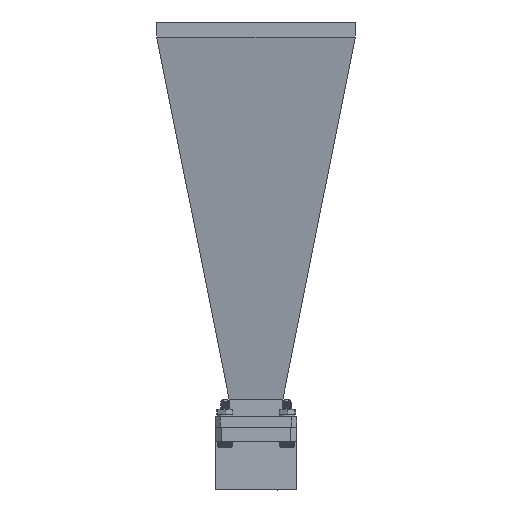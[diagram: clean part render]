
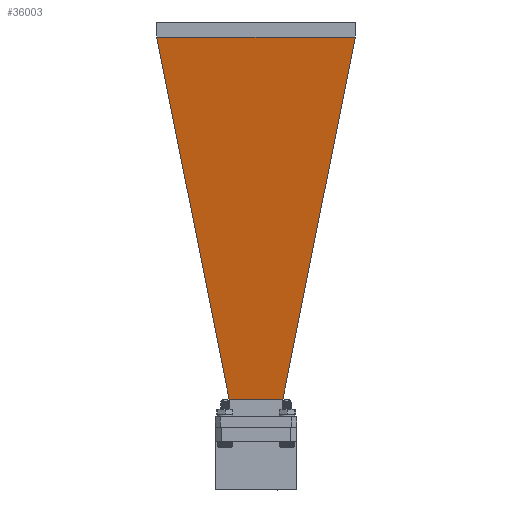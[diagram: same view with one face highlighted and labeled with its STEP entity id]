
A CAD part, front view. The second image highlights one B-rep face of the part: STEP entity #36003.
In plain terms, the highlighted face is planar.
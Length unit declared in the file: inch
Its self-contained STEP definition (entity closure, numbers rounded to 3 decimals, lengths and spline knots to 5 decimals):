
#1318 = DIRECTION ( 'NONE',  ( 0., -1., 0. ) ) ;
#1641 = DIRECTION ( 'NONE',  ( 0., 1., 0. ) ) ;
#1853 = EDGE_CURVE ( 'NONE', #4823, #27335, #21245, .T. ) ;
#2795 = EDGE_CURVE ( 'NONE', #18780, #17751, #24813, .T. ) ;
#3162 = CARTESIAN_POINT ( 'NONE',  ( -1.20857, 1.59229, 7.75773 ) ) ;
#4823 = VERTEX_POINT ( 'NONE', #6169 ) ;
#6169 = CARTESIAN_POINT ( 'NONE',  ( -0.27361, 0.42956, 1.95904 ) ) ;
#7223 = FACE_OUTER_BOUND ( 'NONE', #15322, .T. ) ;
#7686 = EDGE_CURVE ( 'NONE', #27335, #18780, #35563, .T. ) ;
#10033 = AXIS2_PLACEMENT_3D ( 'NONE', #20430, #13932, #16971 ) ;
#12085 = VECTOR ( 'NONE', #1318, 39.37008 ) ;
#13932 = DIRECTION ( 'NONE',  ( -0.987, 0., -0.159 ) ) ;
#13944 = CARTESIAN_POINT ( 'NONE',  ( -1.20857, -1.59229, 7.75773 ) ) ;
#14558 = ORIENTED_EDGE ( 'NONE', *, *, #2795, .T. ) ;
#14895 = CARTESIAN_POINT ( 'NONE',  ( -0.27361, -0.42956, 1.95904 ) ) ;
#15322 = EDGE_LOOP ( 'NONE', ( #34571, #33150, #14558, #34247 ) ) ;
#16261 = CARTESIAN_POINT ( 'NONE',  ( -0.27361, -0.42956, 1.95904 ) ) ;
#16374 = DIRECTION ( 'NONE',  ( 0.156, -0.194, -0.968 ) ) ;
#16971 = DIRECTION ( 'NONE',  ( -0.159, 0., 0.987 ) ) ;
#17644 = VECTOR ( 'NONE', #1641, 39.37008 ) ;
#17751 = VERTEX_POINT ( 'NONE', #33169 ) ;
#18780 = VERTEX_POINT ( 'NONE', #13944 ) ;
#19730 = DIRECTION ( 'NONE',  ( -0.156, -0.194, 0.968 ) ) ;
#20430 = CARTESIAN_POINT ( 'NONE',  ( -0.75851, 0., 4.9664 ) ) ;
#21245 = LINE ( 'NONE', #24270, #12085 ) ;
#22190 = EDGE_CURVE ( 'NONE', #17751, #4823, #42186, .T. ) ;
#24270 = CARTESIAN_POINT ( 'NONE',  ( -0.27361, 0., 1.95904 ) ) ;
#24813 = LINE ( 'NONE', #25449, #17644 ) ;
#25449 = CARTESIAN_POINT ( 'NONE',  ( -1.20857, 0., 7.75773 ) ) ;
#27335 = VERTEX_POINT ( 'NONE', #14895 ) ;
#29278 = VECTOR ( 'NONE', #16374, 39.37008 ) ;
#31014 = VECTOR ( 'NONE', #19730, 39.37008 ) ;
#33150 = ORIENTED_EDGE ( 'NONE', *, *, #7686, .T. ) ;
#33169 = CARTESIAN_POINT ( 'NONE',  ( -1.20857, 1.59229, 7.75773 ) ) ;
#33435 = PLANE ( 'NONE',  #10033 ) ;
#34247 = ORIENTED_EDGE ( 'NONE', *, *, #22190, .T. ) ;
#34571 = ORIENTED_EDGE ( 'NONE', *, *, #1853, .T. ) ;
#35563 = LINE ( 'NONE', #16261, #31014 ) ;
#36003 = ADVANCED_FACE ( 'NONE', ( #7223 ), #33435, .T. ) ;
#42186 = LINE ( 'NONE', #3162, #29278 ) ;
